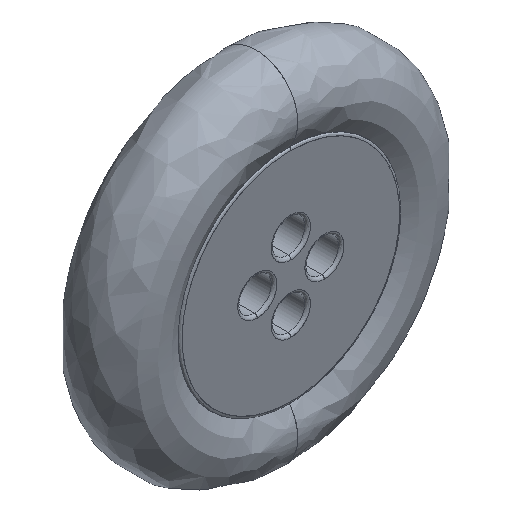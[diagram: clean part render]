
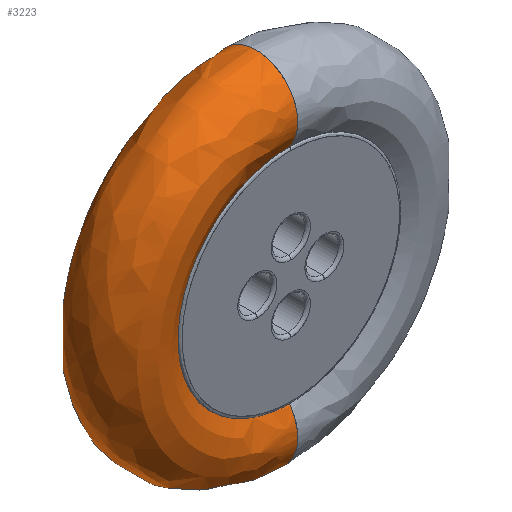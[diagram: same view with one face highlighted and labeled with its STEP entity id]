
A CAD part, isometric view. The second image highlights one B-rep face of the part: STEP entity #3223.
In plain terms, the highlighted free-form (B-spline) face has degree [3, 3] with [7, 4] control points.
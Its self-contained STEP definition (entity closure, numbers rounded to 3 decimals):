
#3223 = ADVANCED_FACE('',(#3224),#3266,.T.);
#3224 = FACE_BOUND('',#3225,.T.);
#3225 = EDGE_LOOP('',(#3226,#3238,#3248,#3258));
#3226 = ORIENTED_EDGE('',*,*,#3227,.T.);
#3227 = EDGE_CURVE('',#3228,#3230,#3232,.T.);
#3228 = VERTEX_POINT('',#3229);
#3229 = CARTESIAN_POINT('',(0.,2.517,
    -4.111));
#3230 = VERTEX_POINT('',#3231);
#3231 = CARTESIAN_POINT('',(0.,0.059,
    -4.111));
#3232 = ( BOUNDED_CURVE() B_SPLINE_CURVE(2,(#3233,#3234,#3235,#3236,
#3237),.UNSPECIFIED.,.F.,.F.) B_SPLINE_CURVE_WITH_KNOTS((3,2,3),(
    0.,2.222,4.445),
.PIECEWISE_BEZIER_KNOTS.) CURVE() GEOMETRIC_REPRESENTATION_ITEM() 
RATIONAL_B_SPLINE_CURVE((1.,0.444,1.,0.444,1.)) 
REPRESENTATION_ITEM('') );
#3233 = CARTESIAN_POINT('',(0.,2.517,
    -4.111));
#3234 = CARTESIAN_POINT('',(0.,4.41,
    -6.594));
#3235 = CARTESIAN_POINT('',(0.,1.288,
    -6.594));
#3236 = CARTESIAN_POINT('',(0.,-1.834,
    -6.594));
#3237 = CARTESIAN_POINT('',(0.,0.059,
    -4.111));
#3238 = ORIENTED_EDGE('',*,*,#3239,.T.);
#3239 = EDGE_CURVE('',#3230,#3240,#3242,.T.);
#3240 = VERTEX_POINT('',#3241);
#3241 = CARTESIAN_POINT('',(0.,0.059,
    4.111));
#3242 = ( BOUNDED_CURVE() B_SPLINE_CURVE(2,(#3243,#3244,#3245,#3246,
#3247),.UNSPECIFIED.,.F.,.F.) B_SPLINE_CURVE_WITH_KNOTS((3,2,3),(
    0.,1.571,3.142),
.PIECEWISE_BEZIER_KNOTS.) CURVE() GEOMETRIC_REPRESENTATION_ITEM() 
RATIONAL_B_SPLINE_CURVE((1.,0.707,1.,0.707,1.)) 
REPRESENTATION_ITEM('') );
#3243 = CARTESIAN_POINT('',(0.,0.059,
    -4.111));
#3244 = CARTESIAN_POINT('',(-4.111,0.059,
    -4.111));
#3245 = CARTESIAN_POINT('',(-4.111,0.059,
    0.));
#3246 = CARTESIAN_POINT('',(-4.111,0.059,
    4.111));
#3247 = CARTESIAN_POINT('',(0.,0.059,
    4.111));
#3248 = ORIENTED_EDGE('',*,*,#3249,.T.);
#3249 = EDGE_CURVE('',#3240,#3250,#3252,.T.);
#3250 = VERTEX_POINT('',#3251);
#3251 = CARTESIAN_POINT('',(0.,2.517,
    4.111));
#3252 = ( BOUNDED_CURVE() B_SPLINE_CURVE(2,(#3253,#3254,#3255,#3256,
#3257),.UNSPECIFIED.,.F.,.F.) B_SPLINE_CURVE_WITH_KNOTS((3,2,3),(0.,
2.222,4.445),.PIECEWISE_BEZIER_KNOTS.) CURVE() 
GEOMETRIC_REPRESENTATION_ITEM() RATIONAL_B_SPLINE_CURVE((1.,
0.444,1.,0.444,1.)) REPRESENTATION_ITEM('') );
#3253 = CARTESIAN_POINT('',(0.,0.059,
    4.111));
#3254 = CARTESIAN_POINT('',(0.,-1.834,
    6.594));
#3255 = CARTESIAN_POINT('',(0.,1.288,
    6.594));
#3256 = CARTESIAN_POINT('',(0.,4.41,
    6.594));
#3257 = CARTESIAN_POINT('',(0.,2.517,
    4.111));
#3258 = ORIENTED_EDGE('',*,*,#3259,.T.);
#3259 = EDGE_CURVE('',#3250,#3228,#3260,.T.);
#3260 = ( BOUNDED_CURVE() B_SPLINE_CURVE(2,(#3261,#3262,#3263,#3264,
#3265),.UNSPECIFIED.,.F.,.F.) B_SPLINE_CURVE_WITH_KNOTS((3,2,3),(0.,
1.571,3.142),.PIECEWISE_BEZIER_KNOTS.) CURVE() 
GEOMETRIC_REPRESENTATION_ITEM() RATIONAL_B_SPLINE_CURVE((1.,
0.707,1.,0.707,1.)) REPRESENTATION_ITEM('') );
#3261 = CARTESIAN_POINT('',(0.,2.517,
    4.111));
#3262 = CARTESIAN_POINT('',(-4.111,2.517,
    4.111));
#3263 = CARTESIAN_POINT('',(-4.111,2.517,
    0.));
#3264 = CARTESIAN_POINT('',(-4.111,2.517,
    -4.111));
#3265 = CARTESIAN_POINT('',(0.,2.517,
    -4.111));
#3266 = ( BOUNDED_SURFACE() B_SPLINE_SURFACE(3,3,(
    (#3267,#3268,#3269,#3270)
    ,(#3271,#3272,#3273,#3274)
    ,(#3275,#3276,#3277,#3278)
    ,(#3279,#3280,#3281,#3282)
    ,(#3283,#3284,#3285,#3286)
    ,(#3287,#3288,#3289,#3290)
    ,(#3291,#3292,#3293,#3294
)),.UNSPECIFIED.,.F.,.F.,.F.) B_SPLINE_SURFACE_WITH_KNOTS((4,3,4),(4,4),
  (0.,0.5,1.),(0.,1.),.PIECEWISE_BEZIER_KNOTS.) 
GEOMETRIC_REPRESENTATION_ITEM() RATIONAL_B_SPLINE_SURFACE((
    (1.,0.333,0.333,1.)
    ,(0.599,0.2,0.2,0.599)
    ,(0.599,0.2,0.2,0.599)
    ,(1.,0.333,0.333,1.)
    ,(0.599,0.2,0.2,0.599)
    ,(0.599,0.2,0.2,0.599)
,(1.,0.333,0.333,1.
))) REPRESENTATION_ITEM('') SURFACE() );
#3267 = CARTESIAN_POINT('',(0.,2.417,-3.993));
#3268 = CARTESIAN_POINT('',(-7.986,2.417,
    -3.993));
#3269 = CARTESIAN_POINT('',(-7.986,2.417,3.993
    ));
#3270 = CARTESIAN_POINT('',(0.,2.417,3.993));
#3271 = CARTESIAN_POINT('',(0.,3.494,-5.146));
#3272 = CARTESIAN_POINT('',(-10.292,3.494,
    -5.146));
#3273 = CARTESIAN_POINT('',(-10.292,3.494,5.146
    ));
#3274 = CARTESIAN_POINT('',(0.,3.494,5.146));
#3275 = CARTESIAN_POINT('',(0.,2.866,-6.594));
#3276 = CARTESIAN_POINT('',(-13.187,2.866,
    -6.594));
#3277 = CARTESIAN_POINT('',(-13.187,2.866,
    6.594));
#3278 = CARTESIAN_POINT('',(0.,2.866,6.594));
#3279 = CARTESIAN_POINT('',(0.,1.288,-6.594));
#3280 = CARTESIAN_POINT('',(-13.187,1.288,
    -6.594));
#3281 = CARTESIAN_POINT('',(-13.187,1.288,
    6.594));
#3282 = CARTESIAN_POINT('',(0.,1.288,6.594));
#3283 = CARTESIAN_POINT('',(0.,-0.29,-6.594));
#3284 = CARTESIAN_POINT('',(-13.187,-0.29,
    -6.594));
#3285 = CARTESIAN_POINT('',(-13.187,-0.29,
    6.594));
#3286 = CARTESIAN_POINT('',(0.,-0.29,6.594));
#3287 = CARTESIAN_POINT('',(0.,-0.919,-5.146));
#3288 = CARTESIAN_POINT('',(-10.292,-0.919,
    -5.146));
#3289 = CARTESIAN_POINT('',(-10.292,-0.919,
    5.146));
#3290 = CARTESIAN_POINT('',(0.,-0.919,5.146));
#3291 = CARTESIAN_POINT('',(0.,0.159,-3.993));
#3292 = CARTESIAN_POINT('',(-7.986,0.159,
    -3.993));
#3293 = CARTESIAN_POINT('',(-7.986,0.159,3.993
    ));
#3294 = CARTESIAN_POINT('',(0.,0.159,3.993));
